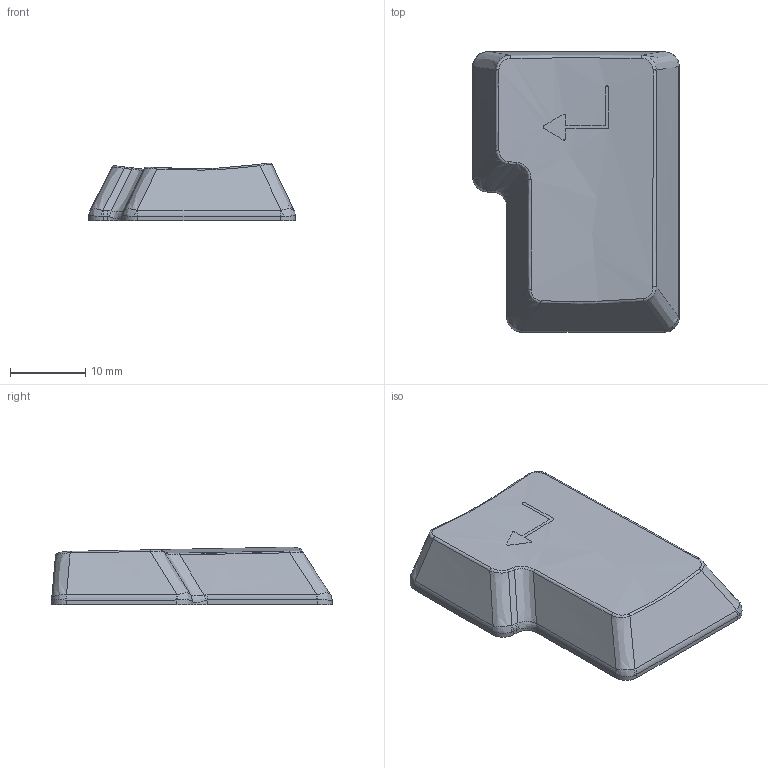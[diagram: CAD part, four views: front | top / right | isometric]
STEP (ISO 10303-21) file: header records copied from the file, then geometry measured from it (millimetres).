
FILE_DESCRIPTION(/* description */ (''),/* implementation_level */ '2;1');
FILE_NAME(/* name */ 'Row_2-3_ISO_Enter_with_Icon_large.step',/* time_stamp */ '2023-02-10T04:54:38-06:00',/* author */ (''),/* organization */ (''),/* preprocessor_version */ 'ST-DEVELOPER v19.2',/* originating_system */ 'Autodesk Translation Framework v11.17.0.187',/* authorisation */ '');
FILE_SCHEMA (('AUTOMOTIVE_DESIGN { 1 0 10303 214 3 1 1 }'));
Length unit declared in the file: millimetre
Products named in the file (1): Row_2-3_ISO_Enter_with_Icon_large
Bounding box: 27.46 x 37.21 x 7.65 mm (x, y, z)
Volume: 1423.7 mm3; surface area: 3500.4 mm2
Topology: 1 solids, 1 shells, 138 faces, 370 edges, 241 vertices
Faces by surface type: bspline 62, plane 58, cylinder 18
Full cylindrical faces by diameter (mm): 5.5 x3
Entity records: 6277 total; most frequent: CARTESIAN_POINT 3238, ORIENTED_EDGE 740, DIRECTION 422, EDGE_CURVE 370, VERTEX_POINT 241, B_SPLINE_CURVE_WITH_KNOTS 174, AXIS2_PLACEMENT_3D 149, EDGE_LOOP 145
